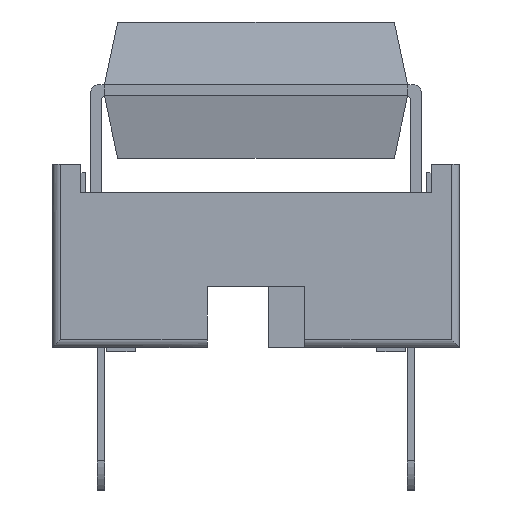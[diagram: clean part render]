
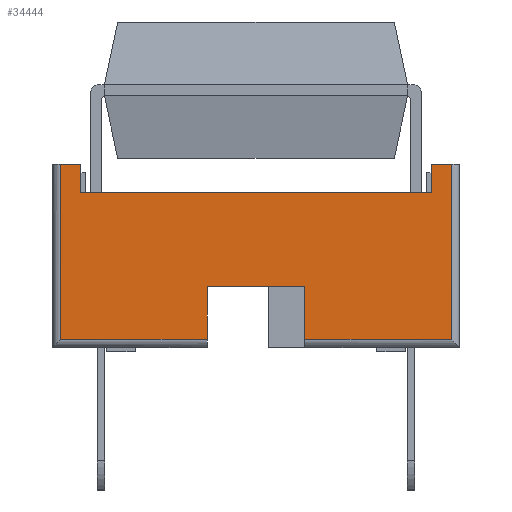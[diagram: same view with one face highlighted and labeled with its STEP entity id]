
A CAD part, front view. The second image highlights one B-rep face of the part: STEP entity #34444.
In plain terms, the highlighted planar face has unit normal (0, -1, 0).
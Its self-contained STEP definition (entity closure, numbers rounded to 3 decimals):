
#1635=PLANE('',#36666);
#3309=FACE_OUTER_BOUND('',#5036,.T.);
#5036=EDGE_LOOP('',(#30531,#30532,#30533,#30534,#30535,#30536,#30537,#30538,
#30539,#30540,#30541,#30542));
#8598=LINE('',#55435,#12501);
#8601=LINE('',#55446,#12504);
#8613=LINE('',#55472,#12516);
#8619=LINE('',#55488,#12522);
#8620=LINE('',#55492,#12523);
#8635=LINE('',#55524,#12538);
#8660=LINE('',#55583,#12563);
#8679=LINE('',#55609,#12582);
#8682=LINE('',#55613,#12585);
#8812=LINE('',#55875,#12715);
#8827=LINE('',#55891,#12730);
#8942=LINE('',#56120,#12845);
#12501=VECTOR('',#44306,10.);
#12504=VECTOR('',#44317,10.);
#12516=VECTOR('',#44333,10.);
#12522=VECTOR('',#44347,10.);
#12523=VECTOR('',#44352,10.);
#12538=VECTOR('',#44375,10.);
#12563=VECTOR('',#44434,10.);
#12582=VECTOR('',#44459,10.);
#12585=VECTOR('',#44464,10.);
#12715=VECTOR('',#44724,10.);
#12730=VECTOR('',#44741,10.);
#12845=VECTOR('',#44972,10.);
#16400=VERTEX_POINT('',#55433);
#16401=VERTEX_POINT('',#55434);
#16405=VERTEX_POINT('',#55444);
#16417=VERTEX_POINT('',#55470);
#16422=VERTEX_POINT('',#55485);
#16423=VERTEX_POINT('',#55487);
#16424=VERTEX_POINT('',#55491);
#16437=VERTEX_POINT('',#55523);
#16457=VERTEX_POINT('',#55606);
#16458=VERTEX_POINT('',#55608);
#16524=VERTEX_POINT('',#55872);
#16525=VERTEX_POINT('',#55874);
#20956=EDGE_CURVE('',#16400,#16401,#8598,.T.);
#20962=EDGE_CURVE('',#16405,#16400,#8601,.T.);
#20975=EDGE_CURVE('',#16417,#16405,#8613,.T.);
#20982=EDGE_CURVE('',#16422,#16423,#8619,.T.);
#20984=EDGE_CURVE('',#16423,#16424,#8620,.T.);
#21000=EDGE_CURVE('',#16437,#16424,#8635,.T.);
#21030=EDGE_CURVE('',#16417,#16437,#8660,.T.);
#21050=EDGE_CURVE('',#16457,#16458,#8679,.T.);
#21053=EDGE_CURVE('',#16422,#16458,#8682,.T.);
#21184=EDGE_CURVE('',#16525,#16524,#8812,.T.);
#21199=EDGE_CURVE('',#16401,#16524,#8827,.T.);
#21314=EDGE_CURVE('',#16525,#16457,#8942,.T.);
#30531=ORIENTED_EDGE('',*,*,#20962,.F.);
#30532=ORIENTED_EDGE('',*,*,#20975,.F.);
#30533=ORIENTED_EDGE('',*,*,#21030,.T.);
#30534=ORIENTED_EDGE('',*,*,#21000,.T.);
#30535=ORIENTED_EDGE('',*,*,#20984,.F.);
#30536=ORIENTED_EDGE('',*,*,#20982,.F.);
#30537=ORIENTED_EDGE('',*,*,#21053,.T.);
#30538=ORIENTED_EDGE('',*,*,#21050,.F.);
#30539=ORIENTED_EDGE('',*,*,#21314,.F.);
#30540=ORIENTED_EDGE('',*,*,#21184,.T.);
#30541=ORIENTED_EDGE('',*,*,#21199,.F.);
#30542=ORIENTED_EDGE('',*,*,#20956,.F.);
#34444=ADVANCED_FACE('',(#3309),#1635,.T.);
#36666=AXIS2_PLACEMENT_3D('',#56119,#44970,#44971);
#44306=DIRECTION('',(0.,0.,1.));
#44317=DIRECTION('',(-1.,0.,0.));
#44333=DIRECTION('',(0.,0.,-1.));
#44347=DIRECTION('',(0.,0.,-1.));
#44352=DIRECTION('',(-1.,0.,0.));
#44375=DIRECTION('',(0.,0.,-1.));
#44434=DIRECTION('',(1.,0.,0.));
#44459=DIRECTION('',(0.,0.,1.));
#44464=DIRECTION('',(-1.,0.,0.));
#44724=DIRECTION('',(0.,0.,1.));
#44741=DIRECTION('',(1.,0.,0.));
#44970=DIRECTION('center_axis',(0.,-1.,0.));
#44971=DIRECTION('ref_axis',(-1.,0.,0.));
#44972=DIRECTION('',(1.,0.,0.));
#55433=CARTESIAN_POINT('',(-0.99,-34.31,0.3));
#55434=CARTESIAN_POINT('',(-0.99,-34.31,4.6));
#55435=CARTESIAN_POINT('',(-0.99,-34.31,3.9));
#55444=CARTESIAN_POINT('',(2.61,-34.31,0.3));
#55446=CARTESIAN_POINT('',(1.66,-34.31,0.3));
#55470=CARTESIAN_POINT('',(2.61,-34.31,1.6));
#55472=CARTESIAN_POINT('',(2.61,-34.31,3.9));
#55485=CARTESIAN_POINT('',(8.61,-34.31,4.6));
#55487=CARTESIAN_POINT('',(8.61,-34.31,0.3));
#55488=CARTESIAN_POINT('',(8.61,-34.31,3.9));
#55491=CARTESIAN_POINT('',(5.01,-34.31,0.3));
#55492=CARTESIAN_POINT('',(4.76,-34.31,0.3));
#55523=CARTESIAN_POINT('',(5.01,-34.31,1.6));
#55524=CARTESIAN_POINT('',(5.01,-34.31,3.9));
#55583=CARTESIAN_POINT('',(5.01,-34.31,1.6));
#55606=CARTESIAN_POINT('',(8.11,-34.31,3.9));
#55608=CARTESIAN_POINT('',(8.11,-34.31,4.6));
#55609=CARTESIAN_POINT('',(8.11,-34.31,3.9));
#55613=CARTESIAN_POINT('',(8.11,-34.31,4.6));
#55872=CARTESIAN_POINT('',(-0.49,-34.31,4.6));
#55874=CARTESIAN_POINT('',(-0.49,-34.31,3.9));
#55875=CARTESIAN_POINT('',(-0.49,-34.31,3.9));
#55891=CARTESIAN_POINT('',(-0.49,-34.31,4.6));
#56119=CARTESIAN_POINT('Origin',(2.61,-34.31,3.9));
#56120=CARTESIAN_POINT('',(-1.19,-34.31,3.9));
